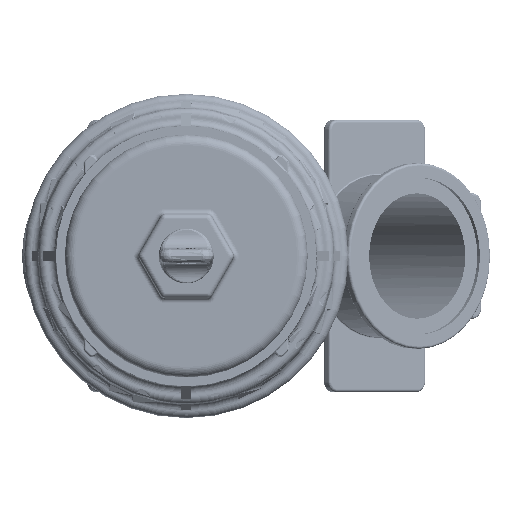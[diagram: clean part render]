
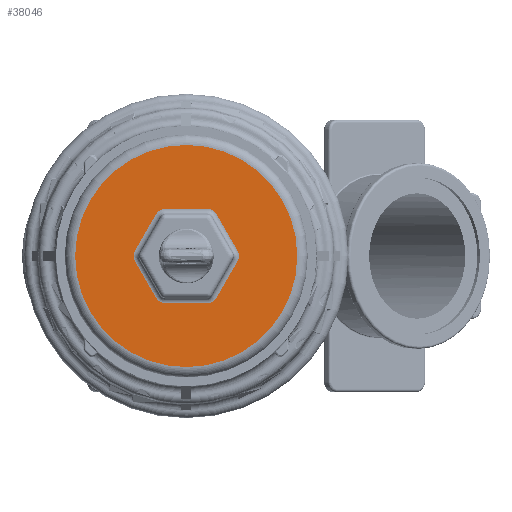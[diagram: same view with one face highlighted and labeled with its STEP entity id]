
A CAD part, front view. The second image highlights one B-rep face of the part: STEP entity #38046.
In plain terms, the highlighted face is planar.
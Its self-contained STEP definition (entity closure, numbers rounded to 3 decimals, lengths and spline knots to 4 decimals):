
#946=FACE_BOUND('',#5640,.T.);
#2273=PLANE('',#40724);
#2890=CIRCLE('',#40691,0.25);
#2894=CIRCLE('',#40697,0.25);
#2898=CIRCLE('',#40703,0.25);
#2901=CIRCLE('',#40708,0.25);
#2904=CIRCLE('',#40713,0.25);
#2907=CIRCLE('',#40718,0.25);
#2908=CIRCLE('',#40725,2.655);
#3824=FACE_OUTER_BOUND('',#5639,.T.);
#5639=EDGE_LOOP('',(#27742));
#5640=EDGE_LOOP('',(#27743,#27744,#27745,#27746,#27747,#27748,#27749,#27750,
#27751,#27752,#27753,#27754));
#11461=LINE('',#59238,#13289);
#11462=LINE('',#59249,#13290);
#11464=LINE('',#59260,#13292);
#11466=LINE('',#59269,#13294);
#11467=LINE('',#59277,#13295);
#11468=LINE('',#59285,#13296);
#13289=VECTOR('',#45082,0.3937);
#13290=VECTOR('',#45095,0.3937);
#13292=VECTOR('',#45109,0.3937);
#13294=VECTOR('',#45121,0.3937);
#13295=VECTOR('',#45132,0.3937);
#13296=VECTOR('',#45143,0.3937);
#15554=VERTEX_POINT('',#59231);
#15557=VERTEX_POINT('',#59236);
#15559=VERTEX_POINT('',#59241);
#15561=VERTEX_POINT('',#59247);
#15563=VERTEX_POINT('',#59253);
#15564=VERTEX_POINT('',#59258);
#15565=VERTEX_POINT('',#59263);
#15566=VERTEX_POINT('',#59267);
#15567=VERTEX_POINT('',#59271);
#15568=VERTEX_POINT('',#59275);
#15569=VERTEX_POINT('',#59279);
#15570=VERTEX_POINT('',#59283);
#15571=VERTEX_POINT('',#59300);
#20307=EDGE_CURVE('',#15557,#15554,#11461,.T.);
#20309=EDGE_CURVE('',#15559,#15557,#2890,.T.);
#20312=EDGE_CURVE('',#15561,#15559,#11462,.T.);
#20315=EDGE_CURVE('',#15563,#15561,#2894,.T.);
#20318=EDGE_CURVE('',#15564,#15563,#11464,.T.);
#20321=EDGE_CURVE('',#15565,#15564,#2898,.T.);
#20323=EDGE_CURVE('',#15566,#15565,#11466,.T.);
#20325=EDGE_CURVE('',#15567,#15566,#2901,.T.);
#20327=EDGE_CURVE('',#15568,#15567,#11467,.T.);
#20329=EDGE_CURVE('',#15569,#15568,#2904,.T.);
#20331=EDGE_CURVE('',#15570,#15569,#11468,.T.);
#20333=EDGE_CURVE('',#15554,#15570,#2907,.T.);
#20339=EDGE_CURVE('',#15571,#15571,#2908,.T.);
#27742=ORIENTED_EDGE('',*,*,#20339,.T.);
#27743=ORIENTED_EDGE('',*,*,#20307,.F.);
#27744=ORIENTED_EDGE('',*,*,#20309,.F.);
#27745=ORIENTED_EDGE('',*,*,#20312,.F.);
#27746=ORIENTED_EDGE('',*,*,#20315,.F.);
#27747=ORIENTED_EDGE('',*,*,#20318,.F.);
#27748=ORIENTED_EDGE('',*,*,#20321,.F.);
#27749=ORIENTED_EDGE('',*,*,#20323,.F.);
#27750=ORIENTED_EDGE('',*,*,#20325,.F.);
#27751=ORIENTED_EDGE('',*,*,#20327,.F.);
#27752=ORIENTED_EDGE('',*,*,#20329,.F.);
#27753=ORIENTED_EDGE('',*,*,#20331,.F.);
#27754=ORIENTED_EDGE('',*,*,#20333,.F.);
#38046=ADVANCED_FACE('',(#3824,#946),#2273,.T.);
#40691=AXIS2_PLACEMENT_3D('',#59243,#45087,#45088);
#40697=AXIS2_PLACEMENT_3D('',#59255,#45101,#45102);
#40703=AXIS2_PLACEMENT_3D('',#59265,#45115,#45116);
#40708=AXIS2_PLACEMENT_3D('',#59273,#45126,#45127);
#40713=AXIS2_PLACEMENT_3D('',#59281,#45137,#45138);
#40718=AXIS2_PLACEMENT_3D('',#59288,#45148,#45149);
#40724=AXIS2_PLACEMENT_3D('',#59299,#45165,#45166);
#40725=AXIS2_PLACEMENT_3D('',#59301,#45167,#45168);
#45082=DIRECTION('',(-1.,0.,0.));
#45087=DIRECTION('center_axis',(0.,1.,0.));
#45088=DIRECTION('ref_axis',(0.5,0.,-0.866));
#45095=DIRECTION('',(-0.5,0.,-0.866));
#45101=DIRECTION('center_axis',(0.,1.,0.));
#45102=DIRECTION('ref_axis',(1.,0.,0.));
#45109=DIRECTION('',(0.5,0.,-0.866));
#45115=DIRECTION('center_axis',(0.,1.,0.));
#45116=DIRECTION('ref_axis',(0.5,0.,0.866));
#45121=DIRECTION('',(1.,0.,0.));
#45126=DIRECTION('center_axis',(0.,1.,0.));
#45127=DIRECTION('ref_axis',(-0.5,0.,0.866));
#45132=DIRECTION('',(0.5,0.,0.866));
#45137=DIRECTION('center_axis',(0.,1.,0.));
#45138=DIRECTION('ref_axis',(-1.,0.,0.));
#45143=DIRECTION('',(-0.5,0.,0.866));
#45148=DIRECTION('center_axis',(0.,1.,0.));
#45149=DIRECTION('ref_axis',(-0.5,0.,-0.866));
#45165=DIRECTION('center_axis',(0.,1.,0.));
#45166=DIRECTION('ref_axis',(0.,0.,1.));
#45167=DIRECTION('center_axis',(0.,1.,0.));
#45168=DIRECTION('ref_axis',(-1.,0.,0.));
#59231=CARTESIAN_POINT('',(-0.5052,0.,-1.125));
#59236=CARTESIAN_POINT('',(0.5052,0.,-1.125));
#59238=CARTESIAN_POINT('',(-0.9524,0.,-1.125));
#59241=CARTESIAN_POINT('',(0.7217,0.,-1.));
#59243=CARTESIAN_POINT('Origin',(0.5052,0.,
-0.875));
#59247=CARTESIAN_POINT('',(1.2269,0.,-0.125));
#59249=CARTESIAN_POINT('',(0.664,0.,-1.0999));
#59253=CARTESIAN_POINT('',(1.2269,0.,0.125));
#59255=CARTESIAN_POINT('Origin',(1.0104,0.,
0.));
#59258=CARTESIAN_POINT('',(0.7217,0.,1.));
#59260=CARTESIAN_POINT('',(0.9527,0.,0.5999));
#59263=CARTESIAN_POINT('',(0.5052,0.,1.125));
#59265=CARTESIAN_POINT('Origin',(0.5052,0.,
0.875));
#59267=CARTESIAN_POINT('',(-0.5052,0.,1.125));
#59269=CARTESIAN_POINT('',(-0.3751,0.,1.125));
#59271=CARTESIAN_POINT('',(-0.7217,0.,1.));
#59273=CARTESIAN_POINT('Origin',(-0.5052,0.,
0.875));
#59275=CARTESIAN_POINT('',(-1.2269,0.,0.125));
#59277=CARTESIAN_POINT('',(-0.9959,0.,0.5251));
#59279=CARTESIAN_POINT('',(-1.2269,0.,-0.125));
#59281=CARTESIAN_POINT('Origin',(-1.0104,0.,
0.));
#59283=CARTESIAN_POINT('',(-0.7217,0.,-1.));
#59285=CARTESIAN_POINT('',(-1.2846,0.,-0.0251));
#59288=CARTESIAN_POINT('Origin',(-0.5052,0.,
-0.875));
#59299=CARTESIAN_POINT('Origin',(-1.3275,0.,0.));
#59300=CARTESIAN_POINT('',(0.,0.,-2.655));
#59301=CARTESIAN_POINT('Origin',(0.,0.,0.));
